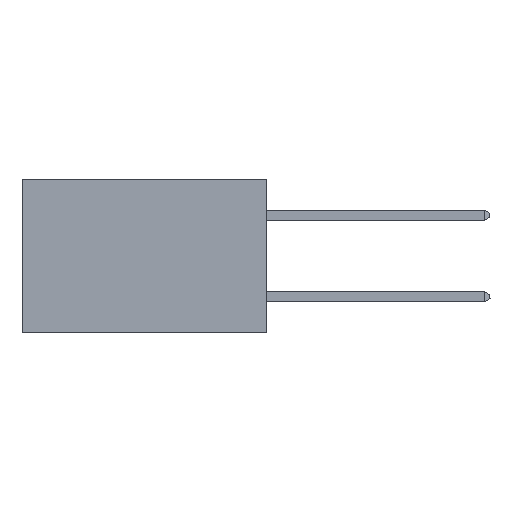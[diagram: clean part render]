
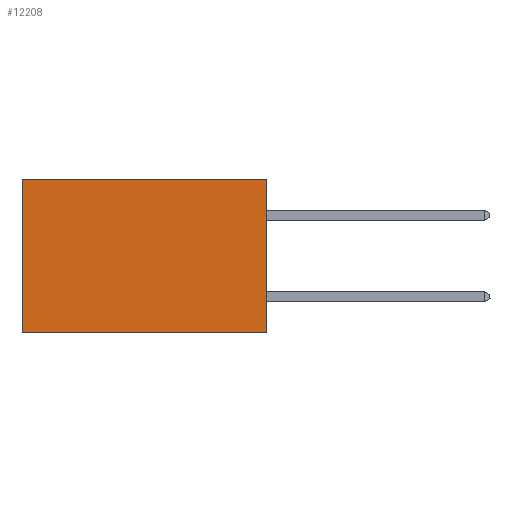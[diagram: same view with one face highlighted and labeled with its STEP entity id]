
A CAD part, left-side view. The second image highlights one B-rep face of the part: STEP entity #12208.
In plain terms, the highlighted planar face has unit normal (-1, 0, 0).
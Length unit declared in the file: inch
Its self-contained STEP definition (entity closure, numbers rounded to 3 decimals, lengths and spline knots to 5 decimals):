
#1540 = VECTOR ( 'NONE', #10478, 39.37008 ) ;
#1638 = CARTESIAN_POINT ( 'NONE',  ( 0.2875, 0., -0.375 ) ) ;
#2443 = DIRECTION ( 'NONE',  ( 0., 0., -1. ) ) ;
#2622 = EDGE_LOOP ( 'NONE', ( #11935, #5071, #15196, #9134 ) ) ;
#3196 = VECTOR ( 'NONE', #13552, 39.37008 ) ;
#3435 = CARTESIAN_POINT ( 'NONE',  ( 0.2875, 0.6, 0. ) ) ;
#4738 = CARTESIAN_POINT ( 'NONE',  ( 0.2875, 0., -0.375 ) ) ;
#5071 = ORIENTED_EDGE ( 'NONE', *, *, #7919, .F. ) ;
#5165 = LINE ( 'NONE', #14478, #16137 ) ;
#6803 = FACE_OUTER_BOUND ( 'NONE', #2622, .T. ) ;
#7575 = AXIS2_PLACEMENT_3D ( 'NONE', #13837, #18086, #2443 ) ;
#7868 = EDGE_CURVE ( 'NONE', #11194, #11680, #9293, .T. ) ;
#7919 = EDGE_CURVE ( 'NONE', #11680, #9027, #10066, .T. ) ;
#8137 = EDGE_CURVE ( 'NONE', #11194, #8848, #5165, .T. ) ;
#8150 = PLANE ( 'NONE',  #7575 ) ;
#8848 = VERTEX_POINT ( 'NONE', #3435 ) ;
#9027 = VERTEX_POINT ( 'NONE', #17913 ) ;
#9134 = ORIENTED_EDGE ( 'NONE', *, *, #8137, .T. ) ;
#9248 = CARTESIAN_POINT ( 'NONE',  ( 0.2875, 0.6, -0.375 ) ) ;
#9293 = LINE ( 'NONE', #1638, #9384 ) ;
#9384 = VECTOR ( 'NONE', #17431, 39.37008 ) ;
#10066 = LINE ( 'NONE', #4738, #1540 ) ;
#10225 = DIRECTION ( 'NONE',  ( 0., 1., 0. ) ) ;
#10478 = DIRECTION ( 'NONE',  ( 0., 1., 0. ) ) ;
#11194 = VERTEX_POINT ( 'NONE', #12158 ) ;
#11680 = VERTEX_POINT ( 'NONE', #12645 ) ;
#11935 = ORIENTED_EDGE ( 'NONE', *, *, #12815, .T. ) ;
#12158 = CARTESIAN_POINT ( 'NONE',  ( 0.2875, 0., 0. ) ) ;
#12208 = ADVANCED_FACE ( 'NONE', ( #6803 ), #8150, .F. ) ;
#12324 = LINE ( 'NONE', #9248, #3196 ) ;
#12645 = CARTESIAN_POINT ( 'NONE',  ( 0.2875, 0., -0.375 ) ) ;
#12815 = EDGE_CURVE ( 'NONE', #8848, #9027, #12324, .T. ) ;
#13552 = DIRECTION ( 'NONE',  ( 0., 0., -1. ) ) ;
#13837 = CARTESIAN_POINT ( 'NONE',  ( 0.2875, 0., -0.375 ) ) ;
#14478 = CARTESIAN_POINT ( 'NONE',  ( 0.2875, 0., 0. ) ) ;
#15196 = ORIENTED_EDGE ( 'NONE', *, *, #7868, .F. ) ;
#16137 = VECTOR ( 'NONE', #10225, 39.37008 ) ;
#17431 = DIRECTION ( 'NONE',  ( 0., 0., -1. ) ) ;
#17913 = CARTESIAN_POINT ( 'NONE',  ( 0.2875, 0.6, -0.375 ) ) ;
#18086 = DIRECTION ( 'NONE',  ( 1., 0., 0. ) ) ;
